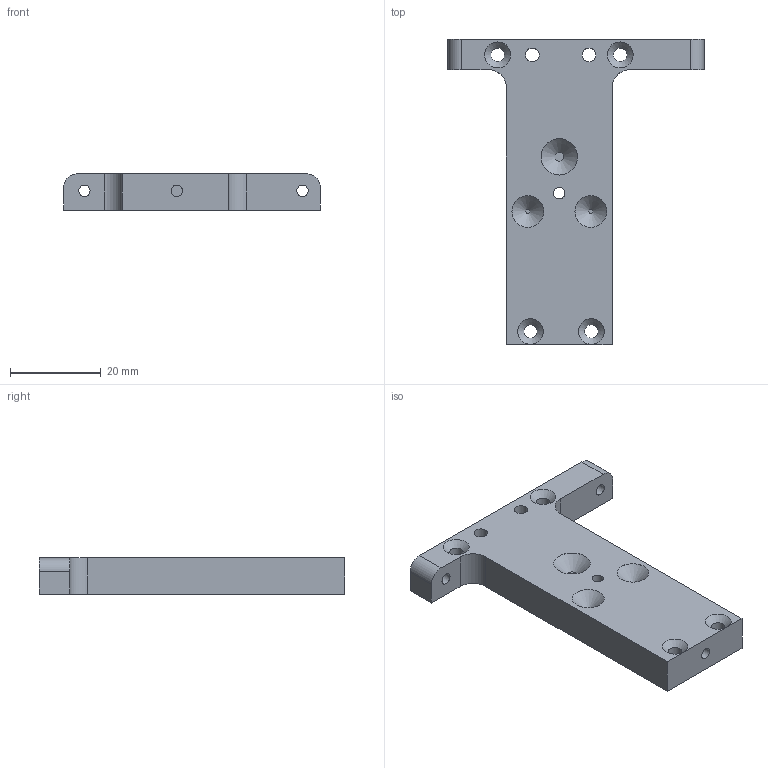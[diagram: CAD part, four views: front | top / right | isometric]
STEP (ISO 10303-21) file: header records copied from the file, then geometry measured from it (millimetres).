
FILE_DESCRIPTION(('FreeCAD Model'),'2;1');
FILE_NAME('back_plate.step','2018-07-31T08:09:04',( 'Author'),(''),'Open CASCADE STEP processor 6.9','FreeCAD','Unknown' );
FILE_SCHEMA(('AUTOMOTIVE_DESIGN_CC2 { 1 2 10303 214 -1 1 5 4 }'));
Length unit declared in the file: millimetre
Products named in the file (1): Pocket006
Bounding box: 56.45 x 67.15 x 8 mm (x, y, z)
Volume: 13600.4 mm3; surface area: 6093.3 mm2
Topology: 1 solids, 1 shells, 38 faces, 89 edges, 57 vertices
Faces by surface type: cylinder 17, plane 14, cone 7
Full cylindrical faces by diameter (mm): 2.5 x4, 3 x6, 7 x2, 8 x1
Entity records: 2315 total; most frequent: CARTESIAN_POINT 459, DIRECTION 345, ORIENTED_EDGE 178, PCURVE 178, DEFINITIONAL_REPRESENTATION 178, LINE 162, VECTOR 162, EDGE_CURVE 89
